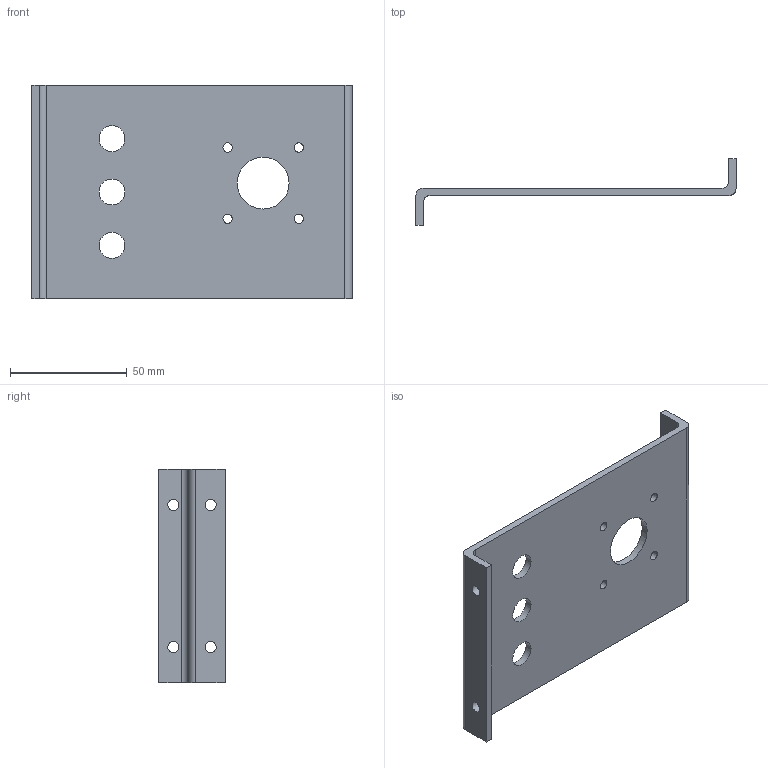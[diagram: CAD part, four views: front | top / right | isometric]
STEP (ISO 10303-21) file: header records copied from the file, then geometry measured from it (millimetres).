
FILE_DESCRIPTION (( 'STEP AP214' ), '1' );
FILE_NAME ('Base.STEP', '2025-04-11T08:21:21', ( '' ), ( '' ), 'SwSTEP 2.0', 'SolidWorks 2025', '' );
FILE_SCHEMA (( 'AUTOMOTIVE_DESIGN' ));
Length unit declared in the file: inch
Products named in the file (1): Base
Bounding box: 137.16 x 28.45 x 91.44 mm (x, y, z)
Volume: 42873.3 mm3; surface area: 30067.3 mm2
Topology: 1 solids, 1 shells, 26 faces, 84 edges, 60 vertices
Faces by surface type: cylinder 16, plane 10
Full cylindrical faces by diameter (mm): 3.962 x4, 4.75 x4, 11.1 x3, 22.225 x1
Entity records: 863 total; most frequent: DIRECTION 146, CARTESIAN_POINT 135, ORIENTED_EDGE 120, EDGE_LOOP 62, EDGE_CURVE 60, AXIS2_PLACEMENT_3D 59, VERTEX_POINT 48, FACE_OUTER_BOUND 38
